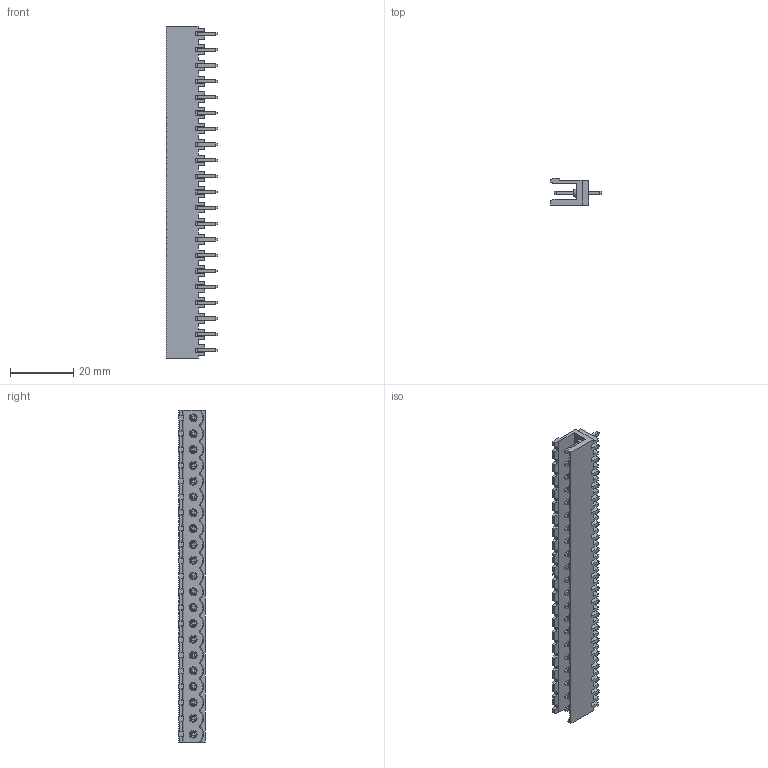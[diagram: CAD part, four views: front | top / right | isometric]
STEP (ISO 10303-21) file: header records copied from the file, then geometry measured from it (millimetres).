
FILE_DESCRIPTION(('STEP AP214'),'1');
FILE_NAME('PV21-5-V.stp','2021-03-31T15:25:38',(' '),(' '),'Spatial InterOp 3D',' ',' ');
FILE_SCHEMA(('automotive_design'));
Length unit declared in the file: metre
Products named in the file (1): 1
Bounding box: 16.2 x 8.5 x 105 mm (x, y, z)
Volume: 4527.9 mm3; surface area: 8565.7 mm2
Topology: 1 solids, 1 shells, 1068 faces, 2706 edges, 1727 vertices
Faces by surface type: plane 1000, cone 42, cylinder 25, extrusion 1
Entity records: 39555 total; most frequent: CARTESIAN_POINT 5583, ORIENTED_EDGE 5328, DIRECTION 4870, EDGE_CURVE 2664, VECTOR 2508, LINE 2507, VERTEX_POINT 1706, AXIS2_PLACEMENT_3D 1181
